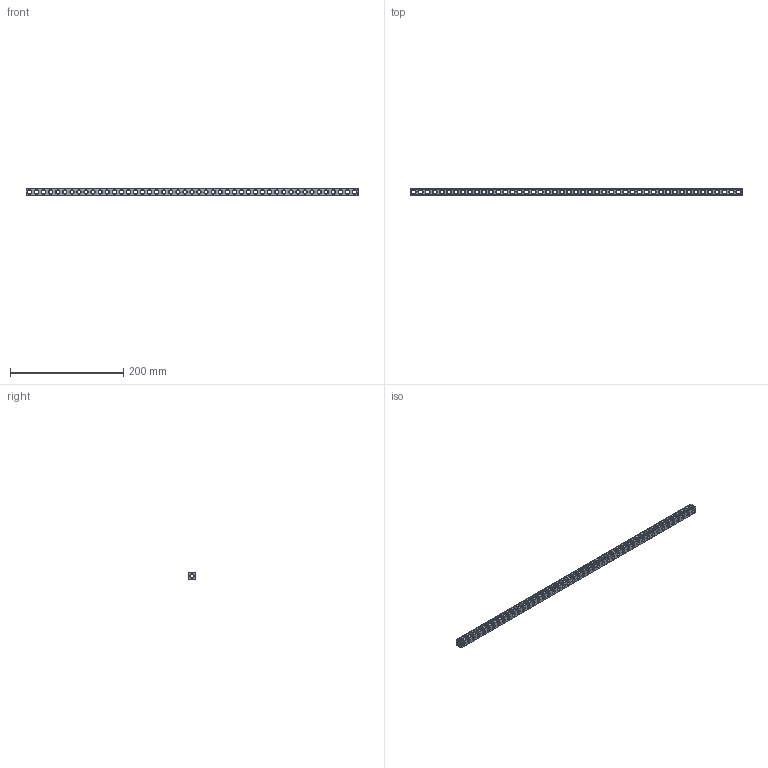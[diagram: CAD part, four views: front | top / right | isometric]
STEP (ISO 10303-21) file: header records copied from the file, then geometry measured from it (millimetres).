
FILE_DESCRIPTION(('FreeCAD Model'),'2;1');
FILE_NAME('Open CASCADE Shape Model','2021-05-30T23:16:46',( 'Paulo Kiefe'),('STEMFIE.org'),'Open CASCADE STEP processor 7.4', 'FreeCAD','Unknown');
FILE_SCHEMA(('AUTOMOTIVE_DESIGN { 1 0 10303 214 1 1 1 1 }'));
Products named in the file (1): Beam_STR_ESS_BU47x01x01_-_SPN-BEM-0084_(stemfie.org)
Bounding box: 587.5 x 12.5 x 12.5 mm (x, y, z)
Volume: 45882.1 mm3; surface area: 40961.6 mm2
Topology: 1 solids, 1 shells, 979 faces, 3244 edges, 2162 vertices
Faces by surface type: plane 390, cylinder 283, cone 190, extrusion 116
Full cylindrical faces by diameter (mm): 7 x236, 9.2 x47
Entity records: 94459 total; most frequent: CARTESIAN_POINT 33935, DIRECTION 10294, ORIENTED_EDGE 6488, PCURVE 6488, DEFINITIONAL_REPRESENTATION 6488, VECTOR 5408, LINE 5292, EDGE_CURVE 3244
